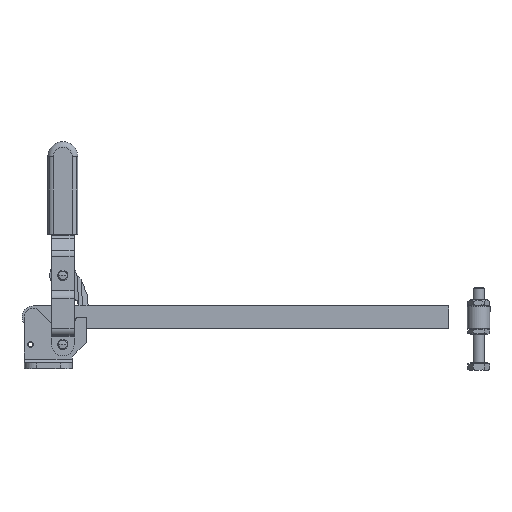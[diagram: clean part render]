
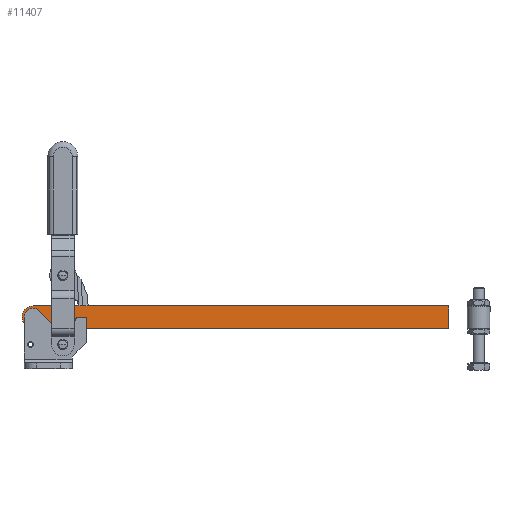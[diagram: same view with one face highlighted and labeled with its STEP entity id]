
A CAD part, top view. The second image highlights one B-rep face of the part: STEP entity #11407.
In plain terms, the highlighted face is planar.
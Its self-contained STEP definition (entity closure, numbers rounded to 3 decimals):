
#11129=CARTESIAN_POINT('',(-23.676,0.576,71.55));
#11130=VERTEX_POINT('',#11129);
#11146=CARTESIAN_POINT('',(-23.676,0.576,66.55));
#11147=VERTEX_POINT('',#11146);
#11154=CARTESIAN_POINT('',(-23.676,0.576,69.05));
#11155=DIRECTION('',(-1.0,0.0,0.0));
#11156=DIRECTION('',(0.0,0.0,1.0));
#11157=AXIS2_PLACEMENT_3D('',#11154,#11155,#11156);
#11158=CIRCLE('',#11157,2.5);
#11159=EDGE_CURVE('',#11130,#11147,#11158,.T.);
#11171=CARTESIAN_POINT('',(-23.676,0.576,87.25));
#11172=VERTEX_POINT('',#11171);
#11188=CARTESIAN_POINT('',(-23.676,0.576,82.25));
#11189=VERTEX_POINT('',#11188);
#11196=CARTESIAN_POINT('',(-23.676,0.576,84.75));
#11197=DIRECTION('',(-1.0,0.0,0.0));
#11198=DIRECTION('',(0.0,0.0,1.0));
#11199=AXIS2_PLACEMENT_3D('',#11196,#11197,#11198);
#11200=CIRCLE('',#11199,2.5);
#11201=EDGE_CURVE('',#11172,#11189,#11200,.T.);
#11221=CARTESIAN_POINT('',(-23.676,6.576,-136.0));
#11222=VERTEX_POINT('',#11221);
#11229=CARTESIAN_POINT('',(-23.676,-5.424,-136.0));
#11230=VERTEX_POINT('',#11229);
#11231=CARTESIAN_POINT('',(-23.676,6.576,-136.0));
#11232=DIRECTION('',(0.0,-1.0,0.0));
#11233=VECTOR('',#11232,12.);
#11234=LINE('',#11231,#11233);
#11235=EDGE_CURVE('',#11222,#11230,#11234,.T.);
#11252=CARTESIAN_POINT('',(-23.676,0.576,84.75));
#11253=DIRECTION('',(-1.0,0.0,0.0));
#11254=DIRECTION('',(0.0,0.0,1.0));
#11255=AXIS2_PLACEMENT_3D('',#11252,#11253,#11254);
#11256=CIRCLE('',#11255,2.5);
#11257=EDGE_CURVE('',#11189,#11172,#11256,.T.);
#11286=CARTESIAN_POINT('',(-23.676,-5.424,84.75));
#11287=VERTEX_POINT('',#11286);
#11294=CARTESIAN_POINT('',(-23.676,6.576,84.75));
#11295=VERTEX_POINT('',#11294);
#11296=CARTESIAN_POINT('',(-23.676,0.576,84.75));
#11297=DIRECTION('',(1.0,0.0,0.0));
#11298=DIRECTION('',(0.0,1.0,0.0));
#11299=AXIS2_PLACEMENT_3D('',#11296,#11297,#11298);
#11300=CIRCLE('',#11299,6.);
#11301=EDGE_CURVE('',#11295,#11287,#11300,.T.);
#11318=CARTESIAN_POINT('',(-23.676,0.576,69.05));
#11319=DIRECTION('',(-1.0,0.0,0.0));
#11320=DIRECTION('',(0.0,0.0,1.0));
#11321=AXIS2_PLACEMENT_3D('',#11318,#11319,#11320);
#11322=CIRCLE('',#11321,2.5);
#11323=EDGE_CURVE('',#11147,#11130,#11322,.T.);
#11349=CARTESIAN_POINT('',(-23.676,-5.424,-136.0));
#11350=DIRECTION('',(0.0,0.0,1.0));
#11351=VECTOR('',#11350,220.75);
#11352=LINE('',#11349,#11351);
#11353=EDGE_CURVE('',#11230,#11287,#11352,.T.);
#11383=CARTESIAN_POINT('',(-23.676,6.576,0.0));
#11384=DIRECTION('',(1.0,0.0,0.0));
#11385=DIRECTION('',(0.0,0.0,-1.0));
#11386=AXIS2_PLACEMENT_3D('',#11383,#11384,#11385);
#11387=PLANE('',#11386);
#11388=ORIENTED_EDGE('',*,*,#11301,.T.);
#11389=ORIENTED_EDGE('',*,*,#11353,.F.);
#11390=ORIENTED_EDGE('',*,*,#11235,.F.);
#11391=CARTESIAN_POINT('',(-23.676,6.576,84.75));
#11392=DIRECTION('',(0.0,0.0,-1.0));
#11393=VECTOR('',#11392,220.75);
#11394=LINE('',#11391,#11393);
#11395=EDGE_CURVE('',#11295,#11222,#11394,.T.);
#11396=ORIENTED_EDGE('',*,*,#11395,.F.);
#11397=EDGE_LOOP('',(#11388,#11389,#11390,#11396));
#11398=FACE_OUTER_BOUND('',#11397,.T.);
#11399=ORIENTED_EDGE('',*,*,#11257,.T.);
#11400=ORIENTED_EDGE('',*,*,#11201,.T.);
#11401=EDGE_LOOP('',(#11399,#11400));
#11402=FACE_BOUND('',#11401,.T.);
#11403=ORIENTED_EDGE('',*,*,#11323,.T.);
#11404=ORIENTED_EDGE('',*,*,#11159,.T.);
#11405=EDGE_LOOP('',(#11403,#11404));
#11406=FACE_BOUND('',#11405,.T.);
#11407=ADVANCED_FACE('',(#11398,#11402,#11406),#11387,.T.);
